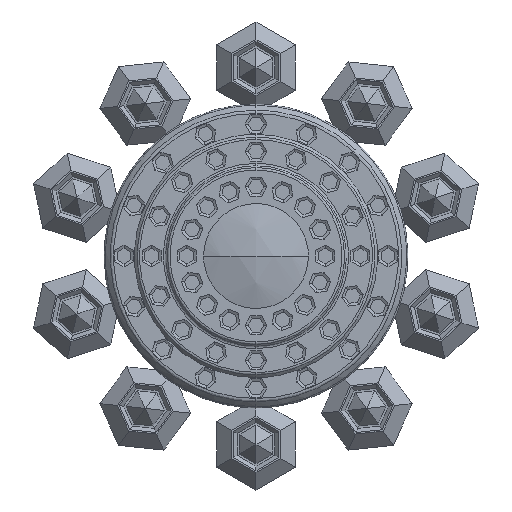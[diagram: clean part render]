
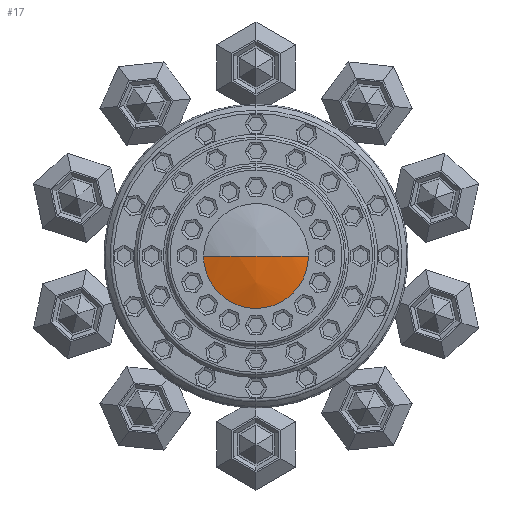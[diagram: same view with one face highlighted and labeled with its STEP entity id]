
A CAD part, front view. The second image highlights one B-rep face of the part: STEP entity #17.
In plain terms, the highlighted free-form (B-spline) face has degree [2, 2] with [3, 3] control points.
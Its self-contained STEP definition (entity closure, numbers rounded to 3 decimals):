
#17 = ADVANCED_FACE('',(#18),#46,.T.);
#18 = FACE_BOUND('',#19,.T.);
#19 = EDGE_LOOP('',(#20,#32,#40));
#20 = ORIENTED_EDGE('',*,*,#21,.F.);
#21 = EDGE_CURVE('',#22,#24,#26,.T.);
#22 = VERTEX_POINT('',#23);
#23 = CARTESIAN_POINT('',(9.441,-6.841,
    0.));
#24 = VERTEX_POINT('',#25);
#25 = CARTESIAN_POINT('',(-9.441,-6.841,0.));
#26 = ( BOUNDED_CURVE() B_SPLINE_CURVE(2,(#27,#28,#29,#30,#31),
.UNSPECIFIED.,.F.,.F.) B_SPLINE_CURVE_WITH_KNOTS((3,2,3),(1.571
,3.142,4.712),.PIECEWISE_BEZIER_KNOTS.) CURVE() 
GEOMETRIC_REPRESENTATION_ITEM() RATIONAL_B_SPLINE_CURVE((1.,
0.707,1.,0.707,1.)) REPRESENTATION_ITEM('') );
#27 = CARTESIAN_POINT('',(9.441,-6.841,
    0.));
#28 = CARTESIAN_POINT('',(9.441,-6.841,-9.441
    ));
#29 = CARTESIAN_POINT('',(0.,-6.841,
    -9.441));
#30 = CARTESIAN_POINT('',(-9.441,-6.841,
    -9.441));
#31 = CARTESIAN_POINT('',(-9.441,-6.841,
    0.));
#32 = ORIENTED_EDGE('',*,*,#33,.T.);
#33 = EDGE_CURVE('',#22,#34,#36,.T.);
#34 = VERTEX_POINT('',#35);
#35 = CARTESIAN_POINT('',(0.,-8.415,0.));
#36 = ( BOUNDED_CURVE() B_SPLINE_CURVE(2,(#37,#38,#39),.UNSPECIFIED.,.F.
,.F.) B_SPLINE_CURVE_WITH_KNOTS((3,3),(4.382,4.712),
.PIECEWISE_BEZIER_KNOTS.) CURVE() GEOMETRIC_REPRESENTATION_ITEM() 
RATIONAL_B_SPLINE_CURVE((1.,0.986,1.)) REPRESENTATION_ITEM('') 
  );
#37 = CARTESIAN_POINT('',(9.441,-6.841,
    0.));
#38 = CARTESIAN_POINT('',(4.852,-8.415,
    0.));
#39 = CARTESIAN_POINT('',(0.,-8.415,
    0.));
#40 = ORIENTED_EDGE('',*,*,#41,.F.);
#41 = EDGE_CURVE('',#24,#34,#42,.T.);
#42 = ( BOUNDED_CURVE() B_SPLINE_CURVE(2,(#43,#44,#45),.UNSPECIFIED.,.F.
,.F.) B_SPLINE_CURVE_WITH_KNOTS((3,3),(4.382,4.712),
.PIECEWISE_BEZIER_KNOTS.) CURVE() GEOMETRIC_REPRESENTATION_ITEM() 
RATIONAL_B_SPLINE_CURVE((1.,0.986,1.)) REPRESENTATION_ITEM('') 
  );
#43 = CARTESIAN_POINT('',(-9.441,-6.841,0.));
#44 = CARTESIAN_POINT('',(-4.852,-8.415,0.));
#45 = CARTESIAN_POINT('',(0.,-8.415,0.));
#46 = ( BOUNDED_SURFACE() B_SPLINE_SURFACE(2,2,(
    (#47,#48,#49)
    ,(#50,#51,#52)
    ,(#53,#54,#55
)),.UNSPECIFIED.,.F.,.F.,.F.) B_SPLINE_SURFACE_WITH_KNOTS((3,3),(3,3),(
    4.382,5.043),(0.,0.332),
.PIECEWISE_BEZIER_KNOTS.) GEOMETRIC_REPRESENTATION_ITEM() 
RATIONAL_B_SPLINE_SURFACE((
    (1.,0.986,1.)
    ,(0.946,0.933,0.946)
,(1.,0.986,1.))) REPRESENTATION_ITEM('') SURFACE() );
#47 = CARTESIAN_POINT('',(9.441,-6.841,0.));
#48 = CARTESIAN_POINT('',(9.441,-6.841,-4.869
    ));
#49 = CARTESIAN_POINT('',(8.927,-5.342,-9.473)
  );
#50 = CARTESIAN_POINT('',(0.,-10.079,0.));
#51 = CARTESIAN_POINT('',(0.,-10.079,
    -4.869));
#52 = CARTESIAN_POINT('',(0.,-8.403,
    -9.473));
#53 = CARTESIAN_POINT('',(-9.441,-6.841,0.));
#54 = CARTESIAN_POINT('',(-9.441,-6.841,
    -4.869));
#55 = CARTESIAN_POINT('',(-8.927,-5.342,-9.473
    ));
